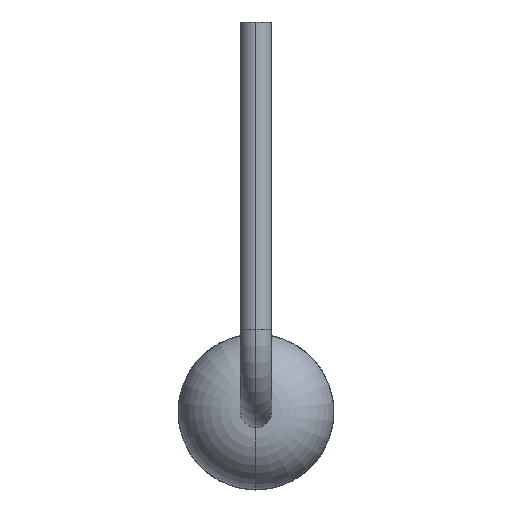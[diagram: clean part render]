
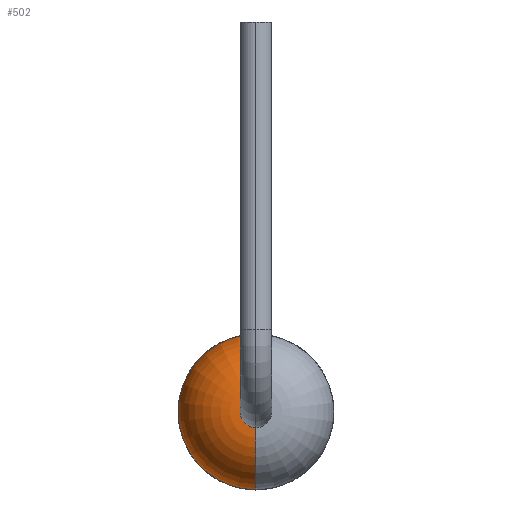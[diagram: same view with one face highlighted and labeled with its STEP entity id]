
A CAD part, left-side view. The second image highlights one B-rep face of the part: STEP entity #502.
In plain terms, the highlighted toroidal (fillet/blend) face has major radius 0.4 mm and minor radius 1.6 mm.
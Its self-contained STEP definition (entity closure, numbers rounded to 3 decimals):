
#270 = CARTESIAN_POINT ( 'NONE',  ( 0., 0., -0.4 ) ) ;
#502 = ADVANCED_FACE ( 'NONE', ( #912 ), #935, .T. ) ;
#508 = EDGE_CURVE ( 'NONE', #827, #844, #967, .T. ) ;
#509 = EDGE_CURVE ( 'NONE', #698, #827, #974, .T. ) ;
#511 = ORIENTED_EDGE ( 'NONE', *, *, #508, .T. ) ;
#514 = ORIENTED_EDGE ( 'NONE', *, *, #523, .F. ) ;
#523 = EDGE_CURVE ( 'NONE', #543, #844, #991, .T. ) ;
#535 = ORIENTED_EDGE ( 'NONE', *, *, #696, .F. ) ;
#541 = EDGE_LOOP ( 'NONE', ( #535, #544, #511, #514 ) ) ;
#543 = VERTEX_POINT ( 'NONE', #1074 ) ;
#544 = ORIENTED_EDGE ( 'NONE', *, *, #509, .T. ) ;
#696 = EDGE_CURVE ( 'NONE', #698, #543, #1210, .T. ) ;
#698 = VERTEX_POINT ( 'NONE', #1203 ) ;
#827 = VERTEX_POINT ( 'NONE', #270 ) ;
#844 = VERTEX_POINT ( 'NONE', #1277 ) ;
#912 = FACE_OUTER_BOUND ( 'NONE', #541, .T. ) ;
#925 = AXIS2_PLACEMENT_3D ( 'NONE', #942, #934, #930 ) ;
#930 = DIRECTION ( 'NONE',  ( 0., 0., 1. ) ) ;
#934 = DIRECTION ( 'NONE',  ( -1., 0., 0. ) ) ;
#935 = TOROIDAL_SURFACE ( 'NONE', #925, 0.4, 1.6 ) ;
#942 = CARTESIAN_POINT ( 'NONE',  ( 1.6, 0., 0. ) ) ;
#958 = AXIS2_PLACEMENT_3D ( 'NONE', #962, #969, #963 ) ;
#962 = CARTESIAN_POINT ( 'NONE',  ( 1.6, 0., -0.4 ) ) ;
#963 = DIRECTION ( 'NONE',  ( 0., 0., 1. ) ) ;
#965 = DIRECTION ( 'NONE',  ( 1., 0., 0. ) ) ;
#966 = AXIS2_PLACEMENT_3D ( 'NONE', #973, #965, #970 ) ;
#967 = CIRCLE ( 'NONE', #966, 0.4 ) ;
#969 = DIRECTION ( 'NONE',  ( 0., 1., 0. ) ) ;
#970 = DIRECTION ( 'NONE',  ( 0., 0., -1. ) ) ;
#973 = CARTESIAN_POINT ( 'NONE',  ( 0., 0., 0. ) ) ;
#974 = CIRCLE ( 'NONE', #958, 1.6 ) ;
#982 = DIRECTION ( 'NONE',  ( 0., 0., -1. ) ) ;
#990 = CARTESIAN_POINT ( 'NONE',  ( 1.6, 0., 0.4 ) ) ;
#991 = CIRCLE ( 'NONE', #995, 1.6 ) ;
#995 = AXIS2_PLACEMENT_3D ( 'NONE', #990, #1001, #982 ) ;
#1001 = DIRECTION ( 'NONE',  ( 0., -1., 0. ) ) ;
#1074 = CARTESIAN_POINT ( 'NONE',  ( 1.45, 0., 1.993 ) ) ;
#1202 = CARTESIAN_POINT ( 'NONE',  ( 1.45, 0., 0. ) ) ;
#1203 = CARTESIAN_POINT ( 'NONE',  ( 1.45, 0., -1.993 ) ) ;
#1204 = DIRECTION ( 'NONE',  ( 1., 0., 0. ) ) ;
#1210 = CIRCLE ( 'NONE', #1216, 1.993 ) ;
#1216 = AXIS2_PLACEMENT_3D ( 'NONE', #1202, #1204, #1219 ) ;
#1219 = DIRECTION ( 'NONE',  ( 0., 0., -1. ) ) ;
#1277 = CARTESIAN_POINT ( 'NONE',  ( 0., 0., 0.4 ) ) ;
